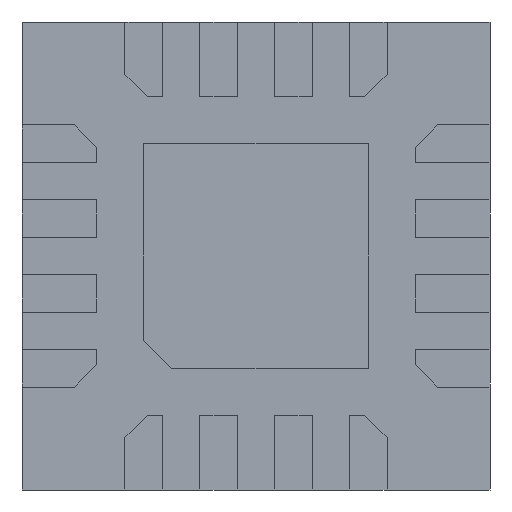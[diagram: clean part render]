
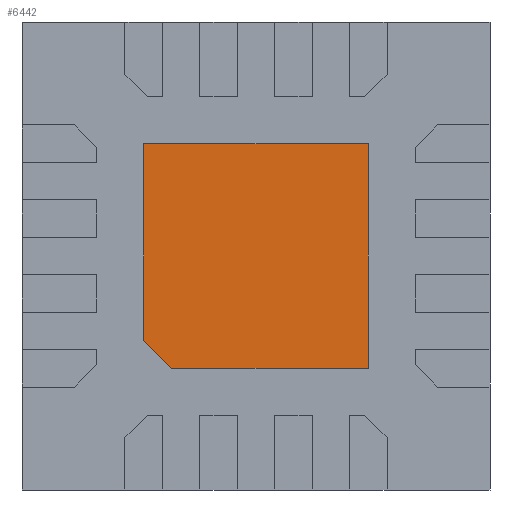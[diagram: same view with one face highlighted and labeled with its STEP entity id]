
A CAD part, front view. The second image highlights one B-rep face of the part: STEP entity #6442.
In plain terms, the highlighted planar face has unit normal (0, -1, 0).
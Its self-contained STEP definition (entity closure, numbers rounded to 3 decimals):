
#5494=DIRECTION('',(1.,0.,0.));
#5495=VECTOR('',#5494,1.05);
#5496=CARTESIAN_POINT('',(-0.45,0.,-0.6));
#5497=LINE('',#5496,#5495);
#5501=DIRECTION('',(0.707,0.,-0.707));
#5502=VECTOR('',#5501,0.212);
#5503=CARTESIAN_POINT('',(-0.6,0.,-0.45));
#5504=LINE('',#5503,#5502);
#5508=DIRECTION('',(0.,0.,-1.));
#5509=VECTOR('',#5508,1.05);
#5510=CARTESIAN_POINT('',(-0.6,0.,0.6));
#5511=LINE('',#5510,#5509);
#5515=DIRECTION('',(-1.,0.,0.));
#5516=VECTOR('',#5515,1.2);
#5517=CARTESIAN_POINT('',(0.6,0.,0.6));
#5518=LINE('',#5517,#5516);
#5522=DIRECTION('',(0.,0.,1.));
#5523=VECTOR('',#5522,1.2);
#5524=CARTESIAN_POINT('',(0.6,0.,-0.6));
#5525=LINE('',#5524,#5523);
#6103=CARTESIAN_POINT('',(0.6,0.,0.6));
#6104=CARTESIAN_POINT('',(-0.6,0.,0.6));
#6105=VERTEX_POINT('',#6103);
#6106=VERTEX_POINT('',#6104);
#6107=CARTESIAN_POINT('',(0.6,0.,-0.6));
#6108=VERTEX_POINT('',#6107);
#6115=CARTESIAN_POINT('',(-0.6,0.,-0.45));
#6117=VERTEX_POINT('',#6115);
#6119=CARTESIAN_POINT('',(-0.45,0.,-0.6));
#6121=VERTEX_POINT('',#6119);
#6427=CARTESIAN_POINT('',(0.,0.,0.));
#6428=DIRECTION('',(0.,1.,0.));
#6429=DIRECTION('',(0.,0.,1.));
#6430=AXIS2_PLACEMENT_3D('',#6427,#6428,#6429);
#6431=PLANE('',#6430);
#6433=ORIENTED_EDGE('',*,*,#6432,.F.);
#6434=ORIENTED_EDGE('',*,*,#6419,.F.);
#6435=ORIENTED_EDGE('',*,*,#6408,.F.);
#6437=ORIENTED_EDGE('',*,*,#6436,.F.);
#6439=ORIENTED_EDGE('',*,*,#6438,.F.);
#6440=EDGE_LOOP('',(#6433,#6434,#6435,#6437,#6439));
#6441=FACE_OUTER_BOUND('',#6440,.F.);
#6442=ADVANCED_FACE('',(#6441),#6431,.F.);
#6408=EDGE_CURVE('',#6106,#6117,#5511,.T.);
#6419=EDGE_CURVE('',#6117,#6121,#5504,.T.);
#6432=EDGE_CURVE('',#6121,#6108,#5497,.T.);
#6436=EDGE_CURVE('',#6105,#6106,#5518,.T.);
#6438=EDGE_CURVE('',#6108,#6105,#5525,.T.);
